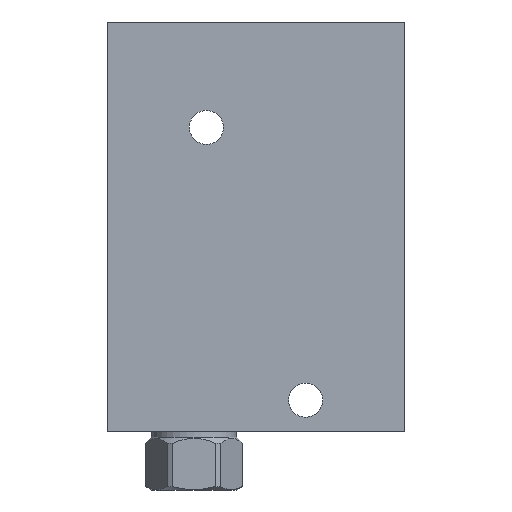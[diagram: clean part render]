
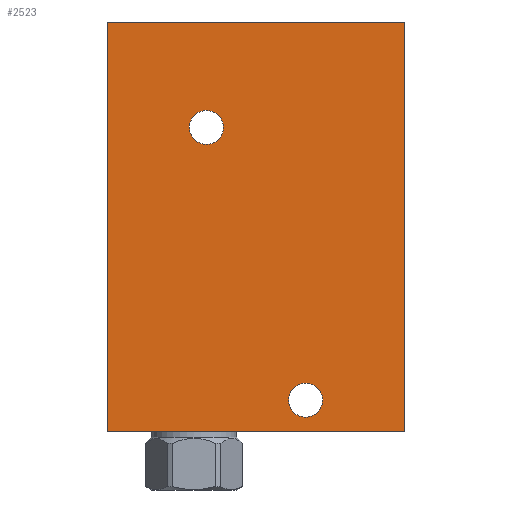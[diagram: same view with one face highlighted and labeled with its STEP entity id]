
A CAD part, front view. The second image highlights one B-rep face of the part: STEP entity #2523.
In plain terms, the highlighted planar face has unit normal (0, -1, 0).
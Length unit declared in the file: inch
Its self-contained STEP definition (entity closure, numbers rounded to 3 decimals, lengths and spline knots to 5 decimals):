
#5=DIRECTION('',(1.,0.,0.));
#6=VECTOR('',#5,3.);
#7=CARTESIAN_POINT('',(0.,-1.25,0.));
#8=LINE('',#7,#6);
#85=DIRECTION('',(0.,0.,1.));
#86=VECTOR('',#85,4.125);
#87=CARTESIAN_POINT('',(3.,-1.25,0.));
#88=LINE('',#87,#86);
#109=DIRECTION('',(0.,0.,1.));
#110=VECTOR('',#109,4.125);
#111=CARTESIAN_POINT('',(0.,-1.25,0.));
#112=LINE('',#111,#110);
#113=CARTESIAN_POINT('',(1.,-1.25,3.062));
#114=DIRECTION('',(0.,-1.,0.));
#115=DIRECTION('',(-1.,0.,0.));
#116=AXIS2_PLACEMENT_3D('',#113,#114,#115);
#118=CARTESIAN_POINT('',(1.,-1.25,3.062));
#119=DIRECTION('',(0.,-1.,0.));
#120=DIRECTION('',(1.,0.,0.));
#121=AXIS2_PLACEMENT_3D('',#118,#119,#120);
#123=CARTESIAN_POINT('',(2.,-1.25,0.312));
#124=DIRECTION('',(0.,-1.,0.));
#125=DIRECTION('',(-1.,0.,0.));
#126=AXIS2_PLACEMENT_3D('',#123,#124,#125);
#128=CARTESIAN_POINT('',(2.,-1.25,0.312));
#129=DIRECTION('',(0.,-1.,0.));
#130=DIRECTION('',(1.,0.,0.));
#131=AXIS2_PLACEMENT_3D('',#128,#129,#130);
#145=DIRECTION('',(1.,0.,0.));
#146=VECTOR('',#145,3.);
#147=CARTESIAN_POINT('',(0.,-1.25,4.125));
#148=LINE('',#147,#146);
#2079=CARTESIAN_POINT('',(0.,-1.25,0.));
#2081=VERTEX_POINT('',#2079);
#2082=CARTESIAN_POINT('',(3.,-1.25,0.));
#2083=VERTEX_POINT('',#2082);
#2087=CARTESIAN_POINT('',(0.,-1.25,4.125));
#2089=VERTEX_POINT('',#2087);
#2090=CARTESIAN_POINT('',(3.,-1.25,4.125));
#2091=VERTEX_POINT('',#2090);
#2252=CARTESIAN_POINT('',(0.828,-1.25,3.062));
#2253=CARTESIAN_POINT('',(1.172,-1.25,3.062));
#2254=VERTEX_POINT('',#2252);
#2255=VERTEX_POINT('',#2253);
#2260=CARTESIAN_POINT('',(1.828,-1.25,0.312));
#2261=CARTESIAN_POINT('',(2.172,-1.25,0.312));
#2262=VERTEX_POINT('',#2260);
#2263=VERTEX_POINT('',#2261);
#2499=CARTESIAN_POINT('',(0.,-1.25,0.));
#2500=DIRECTION('',(0.,-1.,0.));
#2501=DIRECTION('',(1.,0.,0.));
#2502=AXIS2_PLACEMENT_3D('',#2499,#2500,#2501);
#2503=PLANE('',#2502);
#2504=ORIENTED_EDGE('',*,*,#2399,.F.);
#2505=ORIENTED_EDGE('',*,*,#2424,.T.);
#2507=ORIENTED_EDGE('',*,*,#2506,.T.);
#2508=ORIENTED_EDGE('',*,*,#2479,.F.);
#2509=EDGE_LOOP('',(#2504,#2505,#2507,#2508));
#2510=FACE_OUTER_BOUND('',#2509,.F.);
#2512=ORIENTED_EDGE('',*,*,#2511,.T.);
#2514=ORIENTED_EDGE('',*,*,#2513,.T.);
#2515=EDGE_LOOP('',(#2512,#2514));
#2516=FACE_BOUND('',#2515,.F.);
#2518=ORIENTED_EDGE('',*,*,#2517,.T.);
#2520=ORIENTED_EDGE('',*,*,#2519,.T.);
#2521=EDGE_LOOP('',(#2518,#2520));
#2522=FACE_BOUND('',#2521,.F.);
#2523=ADVANCED_FACE('',(#2510,#2516,#2522),#2503,.T.);
#117=CIRCLE('',#116,0.172);
#122=CIRCLE('',#121,0.172);
#127=CIRCLE('',#126,0.172);
#132=CIRCLE('',#131,0.172);
#2399=EDGE_CURVE('',#2081,#2083,#8,.T.);
#2424=EDGE_CURVE('',#2081,#2089,#112,.T.);
#2479=EDGE_CURVE('',#2083,#2091,#88,.T.);
#2506=EDGE_CURVE('',#2089,#2091,#148,.T.);
#2511=EDGE_CURVE('',#2254,#2255,#117,.T.);
#2513=EDGE_CURVE('',#2255,#2254,#122,.T.);
#2517=EDGE_CURVE('',#2262,#2263,#127,.T.);
#2519=EDGE_CURVE('',#2263,#2262,#132,.T.);
